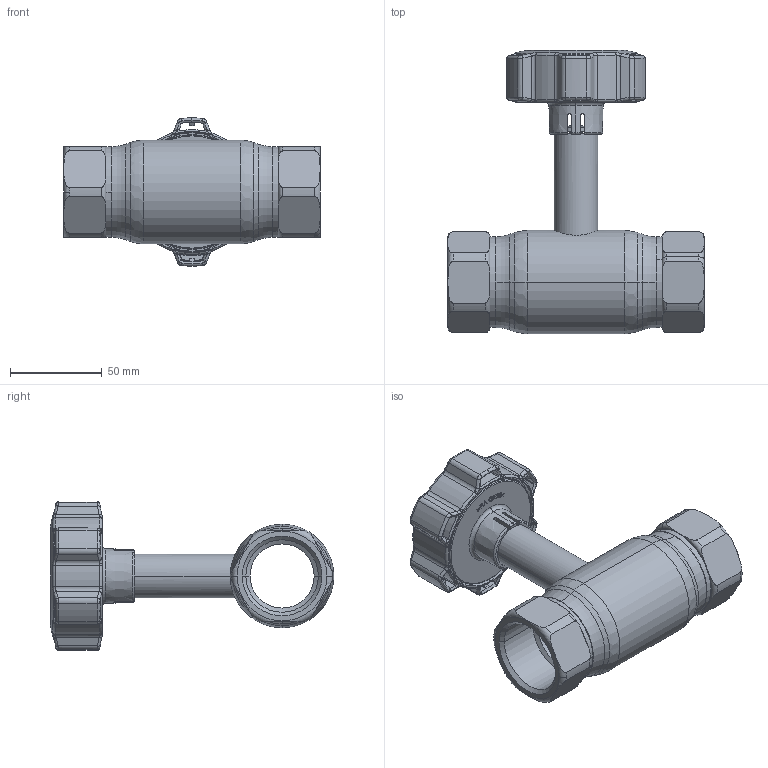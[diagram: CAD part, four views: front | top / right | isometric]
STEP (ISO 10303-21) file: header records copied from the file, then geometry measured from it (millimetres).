
FILE_DESCRIPTION (( 'STEP AP214' ), '1' );
FILE_NAME ('1032002001-1200.step', '2024-01-16T11:09:57', ( '' ), ( '' ), 'SwSTEP 2.0', 'SolidWorks 2021', '' );
FILE_SCHEMA (( 'AUTOMOTIVE_DESIGN' ));
Length unit declared in the file: millimetre
Products named in the file (1): 1032002001-1200
Bounding box: 140 x 154.8 x 81 mm (x, y, z)
Surface area: 64543.8 mm2 (no closed solid volume)
Topology: 0 solids, 17 shells, 583 faces, 1706 edges, 1118 vertices
Faces by surface type: bspline 176, cylinder 151, plane 117, torus 73, cone 66
Entity records: 36367 total; most frequent: CARTESIAN_POINT 16408, ORIENTED_EDGE 2975, DIRECTION 2327, EDGE_CURVE 1706, VERTEX_POINT 1118, AXIS2_PLACEMENT_3D 918, B_SPLINE_CURVE_WITH_KNOTS 657, EDGE_LOOP 616
